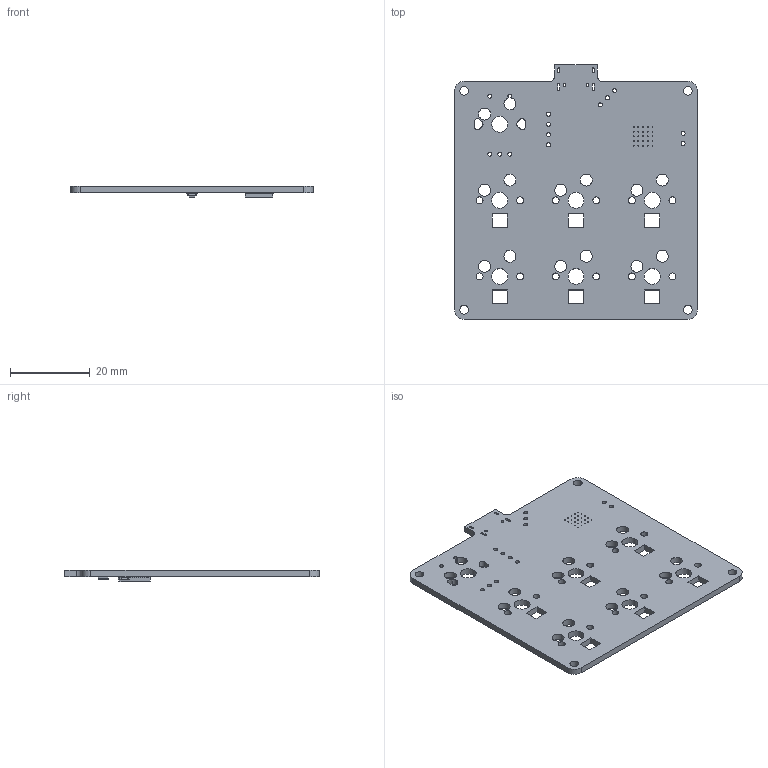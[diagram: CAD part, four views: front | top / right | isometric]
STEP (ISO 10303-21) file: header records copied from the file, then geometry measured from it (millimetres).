
FILE_DESCRIPTION(('KiCad electronic assembly'),'2;1');
FILE_NAME('Satxri6key.step','2021-07-28T12:09:21',('An Author'),( 'A Company'),'Open CASCADE STEP processor 6.9', 'KiCad to STEP converter','Unknown');
FILE_SCHEMA(('AUTOMOTIVE_DESIGN { 1 0 10303 214 1 1 1 1 }'));
Length unit declared in the file: millimetre
Products named in the file (8): Open CASCADE STEP translator 6.9 1; Crystal_SMD_3225-4Pin_3.2x2.5mm; SOLID; QFN-44-1EP_7x7mm_P0.5mm_EP5.2x5.2mm; SOT-143; COMPOUND
Assembly tree (7 placements, depth 3):
  Open CASCADE STEP translator 6.9 1
    Crystal_SMD_3225-4Pin_3.2x2.5mm
      SOLID
    QFN-44-1EP_7x7mm_P0.5mm_EP5.2x5.2mm
      SOLID
    SOT-143
      SOLID
    COMPOUND
Bounding box: 60.72 x 63.7 x 2.85 mm (x, y, z)
Volume: 5376.6 mm3; surface area: 7999 mm2
Topology: 4 solids, 4 shells, 545 faces, 1559 edges, 1026 vertices
Faces by surface type: plane 387, cylinder 130, bspline 28
Full cylindrical faces by diameter (mm): 0.2 x25, 0.4 x1, 0.65 x2, 1 x13, 1.75 x12, 2.2 x4, 3 x13, 3.988 x7
Entity records: 41162 total; most frequent: CARTESIAN_POINT 6562, DIRECTION 5870, LINE 4061, VECTOR 4061, ORIENTED_EDGE 3118, PCURVE 3118, DEFINITIONAL_REPRESENTATION 3118, EDGE_CURVE 1559
